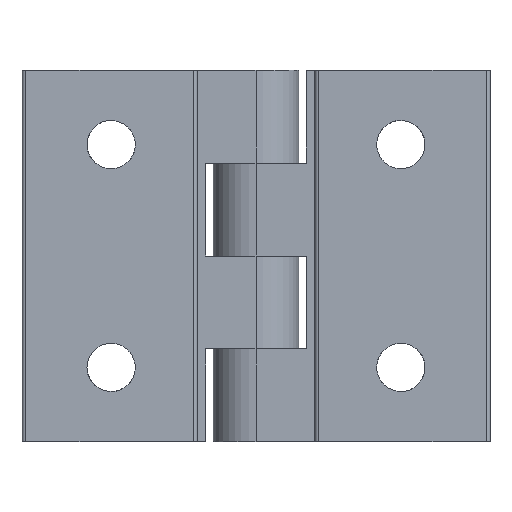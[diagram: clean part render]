
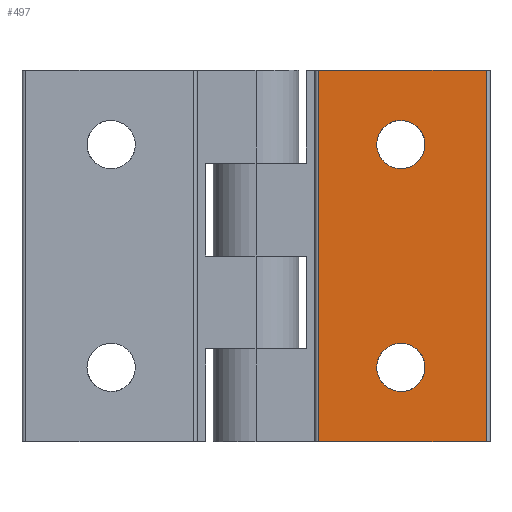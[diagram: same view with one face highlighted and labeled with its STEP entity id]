
A CAD part, front view. The second image highlights one B-rep face of the part: STEP entity #497.
In plain terms, the highlighted planar face has unit normal (0, -1, 0).
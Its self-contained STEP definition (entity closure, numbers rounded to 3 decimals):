
#126 = CARTESIAN_POINT ( 'NONE',  ( 52774.714, 15182.57, 40. ) ) ;
#160 = DIRECTION ( 'NONE',  ( 0., -1., 0. ) ) ;
#195 = CARTESIAN_POINT ( 'NONE',  ( 52782.964, 15182.57, 0. ) ) ;
#483 = LINE ( 'NONE', #703, #7039 ) ;
#497 = ADVANCED_FACE ( 'NONE', ( #6069, #3850, #4095 ), #5630, .T. ) ;
#625 = CARTESIAN_POINT ( 'NONE',  ( 52768.214, 15182.57, 10. ) ) ;
#703 = CARTESIAN_POINT ( 'NONE',  ( 52782.964, 15182.57, 25. ) ) ;
#1112 = CARTESIAN_POINT ( 'NONE',  ( 52768.214, 15182.57, 10. ) ) ;
#1184 = CARTESIAN_POINT ( 'NONE',  ( 52768.214, 15182.57, 40. ) ) ;
#1405 = DIRECTION ( 'NONE',  ( 0., 0., -1. ) ) ;
#1435 = DIRECTION ( 'NONE',  ( 0., 0., 1. ) ) ;
#1682 = ORIENTED_EDGE ( 'NONE', *, *, #7752, .F. ) ;
#1964 = VERTEX_POINT ( 'NONE', #7828 ) ;
#2282 = CARTESIAN_POINT ( 'NONE',  ( 52760.364, 15182.57, 0. ) ) ;
#2407 = VECTOR ( 'NONE', #7719, 1000. ) ;
#2621 = CARTESIAN_POINT ( 'NONE',  ( 52768.214, 15182.57, 46.5 ) ) ;
#2819 = CARTESIAN_POINT ( 'NONE',  ( 52774.714, 15182.57, 10. ) ) ;
#2903 = CARTESIAN_POINT ( 'NONE',  ( 52760.364, 15182.57, 25. ) ) ;
#2916 = LINE ( 'NONE', #6952, #4636 ) ;
#3254 = EDGE_CURVE ( 'NONE', #6766, #8867, #6584, .T. ) ;
#3284 = ORIENTED_EDGE ( 'NONE', *, *, #5554, .T. ) ;
#3362 = CARTESIAN_POINT ( 'NONE',  ( 52768.214, 15182.57, 40. ) ) ;
#3653 = VERTEX_POINT ( 'NONE', #2282 ) ;
#3685 = CARTESIAN_POINT ( 'NONE',  ( 52760.364, 15182.57, 50. ) ) ;
#3850 = FACE_BOUND ( 'NONE', #7748, .T. ) ;
#3878 = ORIENTED_EDGE ( 'NONE', *, *, #3254, .F. ) ;
#3884 = ORIENTED_EDGE ( 'NONE', *, *, #4431, .F. ) ;
#3912 = ORIENTED_EDGE ( 'NONE', *, *, #4025, .F. ) ;
#4006 = VERTEX_POINT ( 'NONE', #5815 ) ;
#4025 = EDGE_CURVE ( 'NONE', #1964, #4035, #483, .T. ) ;
#4035 = VERTEX_POINT ( 'NONE', #5884 ) ;
#4081 = ORIENTED_EDGE ( 'NONE', *, *, #4492, .F. ) ;
#4084 = CARTESIAN_POINT ( 'NONE',  ( 52774.714, 15182.57, 33.5 ) ) ;
#4095 = FACE_OUTER_BOUND ( 'NONE', #5140, .T. ) ;
#4199 = LINE ( 'NONE', #2903, #6179 ) ;
#4359 = EDGE_CURVE ( 'NONE', #8867, #6766, #5207, .T. ) ;
#4431 = EDGE_CURVE ( 'NONE', #4006, #8042, #5031, .T. ) ;
#4492 = EDGE_CURVE ( 'NONE', #8042, #4006, #5092, .T. ) ;
#4636 = VECTOR ( 'NONE', #5503, 1000. ) ;
#4908 = CARTESIAN_POINT ( 'NONE',  ( 52768.214, 15182.57, 10. ) ) ;
#5031 =( BOUNDED_CURVE ( )  B_SPLINE_CURVE ( 3, ( #8486, #7817, #9168, #4908 ),
 .UNSPECIFIED., .F., .F. ) 
 B_SPLINE_CURVE_WITH_KNOTS ( ( 4, 4 ),
 ( 0.01, 0.02 ),
 .UNSPECIFIED. ) 
 CURVE ( )  GEOMETRIC_REPRESENTATION_ITEM ( )  RATIONAL_B_SPLINE_CURVE ( ( 1., 0.333, 0.333, 1. ) ) 
 REPRESENTATION_ITEM ( '' )  );
#5092 =( BOUNDED_CURVE ( )  B_SPLINE_CURVE ( 3, ( #625, #8570, #7247, #2819 ),
 .UNSPECIFIED., .F., .F. ) 
 B_SPLINE_CURVE_WITH_KNOTS ( ( 4, 4 ),
 ( 0., 0.01 ),
 .UNSPECIFIED. ) 
 CURVE ( )  GEOMETRIC_REPRESENTATION_ITEM ( )  RATIONAL_B_SPLINE_CURVE ( ( 1., 0.333, 0.333, 1. ) ) 
 REPRESENTATION_ITEM ( '' )  );
#5140 = EDGE_LOOP ( 'NONE', ( #1682, #3284, #3912, #8326 ) ) ;
#5207 =( BOUNDED_CURVE ( )  B_SPLINE_CURVE ( 3, ( #7021, #5550, #4084, #9081 ),
 .UNSPECIFIED., .F., .F. ) 
 B_SPLINE_CURVE_WITH_KNOTS ( ( 4, 4 ),
 ( 0., 0.01 ),
 .UNSPECIFIED. ) 
 CURVE ( )  GEOMETRIC_REPRESENTATION_ITEM ( )  RATIONAL_B_SPLINE_CURVE ( ( 1., 0.333, 0.333, 1. ) ) 
 REPRESENTATION_ITEM ( '' )  );
#5299 = VERTEX_POINT ( 'NONE', #3685 ) ;
#5503 = DIRECTION ( 'NONE',  ( 1., 0., 0. ) ) ;
#5532 = CARTESIAN_POINT ( 'NONE',  ( 52774.714, 15182.57, 46.5 ) ) ;
#5550 = CARTESIAN_POINT ( 'NONE',  ( 52768.214, 15182.57, 33.5 ) ) ;
#5554 = EDGE_CURVE ( 'NONE', #3653, #4035, #8199, .T. ) ;
#5630 = PLANE ( 'NONE',  #9359 ) ;
#5815 = CARTESIAN_POINT ( 'NONE',  ( 52774.714, 15182.57, 10. ) ) ;
#5884 = CARTESIAN_POINT ( 'NONE',  ( 52782.964, 15182.57, 0. ) ) ;
#6069 = FACE_BOUND ( 'NONE', #6704, .T. ) ;
#6179 = VECTOR ( 'NONE', #1435, 1000. ) ;
#6309 = CARTESIAN_POINT ( 'NONE',  ( 52774.714, 15182.57, 40. ) ) ;
#6584 =( BOUNDED_CURVE ( )  B_SPLINE_CURVE ( 3, ( #6309, #5532, #2621, #3362 ),
 .UNSPECIFIED., .F., .F. ) 
 B_SPLINE_CURVE_WITH_KNOTS ( ( 4, 4 ),
 ( 0.01, 0.02 ),
 .UNSPECIFIED. ) 
 CURVE ( )  GEOMETRIC_REPRESENTATION_ITEM ( )  RATIONAL_B_SPLINE_CURVE ( ( 1., 0.333, 0.333, 1. ) ) 
 REPRESENTATION_ITEM ( '' )  );
#6704 = EDGE_LOOP ( 'NONE', ( #4081, #3884 ) ) ;
#6766 = VERTEX_POINT ( 'NONE', #126 ) ;
#6952 = CARTESIAN_POINT ( 'NONE',  ( 52771.664, 15182.57, 50. ) ) ;
#7010 = CARTESIAN_POINT ( 'NONE',  ( 52764.839, 15182.57, 0. ) ) ;
#7021 = CARTESIAN_POINT ( 'NONE',  ( 52768.214, 15182.57, 40. ) ) ;
#7039 = VECTOR ( 'NONE', #1405, 1000. ) ;
#7247 = CARTESIAN_POINT ( 'NONE',  ( 52774.714, 15182.57, 3.5 ) ) ;
#7719 = DIRECTION ( 'NONE',  ( 1., 0., 0. ) ) ;
#7748 = EDGE_LOOP ( 'NONE', ( #9339, #3878 ) ) ;
#7752 = EDGE_CURVE ( 'NONE', #3653, #5299, #4199, .T. ) ;
#7817 = CARTESIAN_POINT ( 'NONE',  ( 52774.714, 15182.57, 16.5 ) ) ;
#7828 = CARTESIAN_POINT ( 'NONE',  ( 52782.964, 15182.57, 50. ) ) ;
#8042 = VERTEX_POINT ( 'NONE', #1112 ) ;
#8186 = DIRECTION ( 'NONE',  ( 0., 0., 1. ) ) ;
#8199 = LINE ( 'NONE', #7010, #2407 ) ;
#8326 = ORIENTED_EDGE ( 'NONE', *, *, #8736, .F. ) ;
#8486 = CARTESIAN_POINT ( 'NONE',  ( 52774.714, 15182.57, 10. ) ) ;
#8570 = CARTESIAN_POINT ( 'NONE',  ( 52768.214, 15182.57, 3.5 ) ) ;
#8736 = EDGE_CURVE ( 'NONE', #5299, #1964, #2916, .T. ) ;
#8867 = VERTEX_POINT ( 'NONE', #1184 ) ;
#9081 = CARTESIAN_POINT ( 'NONE',  ( 52774.714, 15182.57, 40. ) ) ;
#9168 = CARTESIAN_POINT ( 'NONE',  ( 52768.214, 15182.57, 16.5 ) ) ;
#9339 = ORIENTED_EDGE ( 'NONE', *, *, #4359, .F. ) ;
#9359 = AXIS2_PLACEMENT_3D ( 'NONE', #195, #160, #8186 ) ;
